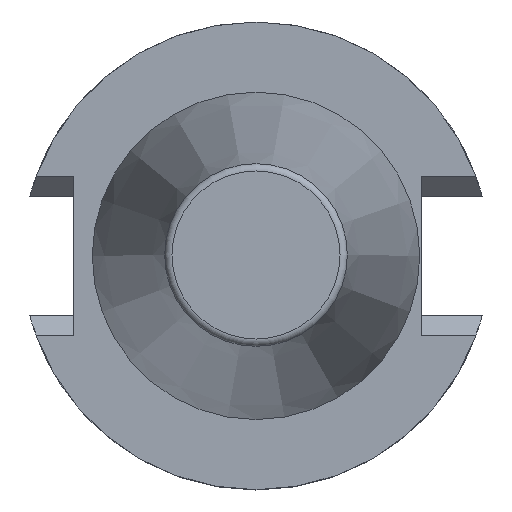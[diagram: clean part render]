
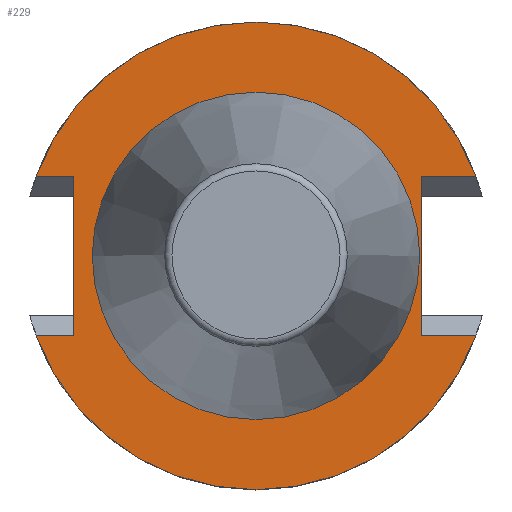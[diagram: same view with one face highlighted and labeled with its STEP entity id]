
A CAD part, top view. The second image highlights one B-rep face of the part: STEP entity #229.
In plain terms, the highlighted planar face has unit normal (0, 0, 1).
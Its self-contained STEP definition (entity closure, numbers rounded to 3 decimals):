
#50=PLANE('',#856);
#117=LINE('',#1298,#162);
#120=LINE('',#1303,#165);
#122=LINE('',#1307,#167);
#123=LINE('',#1309,#168);
#134=LINE('',#1330,#179);
#135=LINE('',#1332,#180);
#162=VECTOR('',#1014,1.);
#165=VECTOR('',#1019,1.);
#167=VECTOR('',#1023,1.);
#168=VECTOR('',#1026,1.);
#179=VECTOR('',#1045,1.);
#180=VECTOR('',#1048,1.);
#229=ADVANCED_FACE('CU_FL_SU_5',(#267,#268),#50,.F.);
#267=FACE_BOUND('',#334,.T.);
#268=FACE_BOUND('',#335,.T.);
#334=EDGE_LOOP('',(#519));
#335=EDGE_LOOP('',(#520,#521,#522,#523,#524,#525,#526,#527));
#519=ORIENTED_EDGE('',*,*,#714,.F.);
#520=ORIENTED_EDGE('',*,*,#712,.T.);
#521=ORIENTED_EDGE('',*,*,#713,.T.);
#522=ORIENTED_EDGE('',*,*,#701,.T.);
#523=ORIENTED_EDGE('',*,*,#642,.F.);
#524=ORIENTED_EDGE('',*,*,#700,.F.);
#525=ORIENTED_EDGE('',*,*,#698,.F.);
#526=ORIENTED_EDGE('',*,*,#695,.F.);
#527=ORIENTED_EDGE('',*,*,#692,.F.);
#570=VERTEX_POINT('',#1153);
#572=VERTEX_POINT('',#1156);
#608=VERTEX_POINT('',#1292);
#609=VERTEX_POINT('',#1294);
#610=VERTEX_POINT('',#1299);
#611=VERTEX_POINT('',#1304);
#612=VERTEX_POINT('',#1310);
#617=VERTEX_POINT('',#1329);
#618=VERTEX_POINT('',#1335);
#642=EDGE_CURVE('',#570,#572,#736,.T.);
#692=EDGE_CURVE('',#608,#609,#751,.T.);
#695=EDGE_CURVE('',#609,#610,#117,.T.);
#698=EDGE_CURVE('',#610,#611,#120,.T.);
#700=EDGE_CURVE('',#611,#570,#122,.T.);
#701=EDGE_CURVE('',#612,#572,#123,.T.);
#712=EDGE_CURVE('',#608,#617,#134,.T.);
#713=EDGE_CURVE('',#617,#612,#135,.T.);
#714=EDGE_CURVE('',#618,#618,#752,.T.);
#736=CIRCLE('',#811,31.75);
#751=CIRCLE('',#843,31.75);
#752=CIRCLE('',#855,21.925);
#811=AXIS2_PLACEMENT_3D('',#1155,#918,#919);
#843=AXIS2_PLACEMENT_3D('',#1293,#1007,#1008);
#855=AXIS2_PLACEMENT_3D('',#1334,#1051,#1052);
#856=AXIS2_PLACEMENT_3D('',#1336,#1053,#1054);
#918=DIRECTION('',(0.,0.,-1.));
#919=DIRECTION('',(-1.,0.,0.));
#1007=DIRECTION('',(0.,0.,-1.));
#1008=DIRECTION('',(-1.,0.,0.));
#1014=DIRECTION('',(1.,0.,0.));
#1019=DIRECTION('',(0.,1.,0.));
#1023=DIRECTION('',(-1.,0.,0.));
#1026=DIRECTION('',(1.,0.,0.));
#1045=DIRECTION('',(-1.,0.,0.));
#1048=DIRECTION('',(0.,1.,0.));
#1051=DIRECTION('',(0.,0.,1.));
#1052=DIRECTION('',(-1.,0.,0.));
#1053=DIRECTION('',(0.,0.,-1.));
#1054=DIRECTION('',(-1.,0.,0.));
#1153=CARTESIAN_POINT('',(-29.859,10.795,-1.));
#1155=CARTESIAN_POINT('',(0.,0.,-1.));
#1156=CARTESIAN_POINT('',(29.859,10.795,-1.));
#1292=CARTESIAN_POINT('',(29.859,-10.795,-1.));
#1293=CARTESIAN_POINT('',(0.,0.,-1.));
#1294=CARTESIAN_POINT('',(-29.859,-10.795,-1.));
#1298=CARTESIAN_POINT('',(0.,-10.795,-1.));
#1299=CARTESIAN_POINT('',(-24.82,-10.795,-1.));
#1303=CARTESIAN_POINT('',(-24.82,21.925,-1.));
#1304=CARTESIAN_POINT('',(-24.82,10.795,-1.));
#1307=CARTESIAN_POINT('',(0.,10.795,-1.));
#1309=CARTESIAN_POINT('',(0.,10.795,-1.));
#1310=CARTESIAN_POINT('',(22.42,10.795,-1.));
#1329=CARTESIAN_POINT('',(22.42,-10.795,-1.));
#1330=CARTESIAN_POINT('',(0.,-10.795,-1.));
#1332=CARTESIAN_POINT('',(22.42,21.925,-1.));
#1334=CARTESIAN_POINT('',(0.,0.,-1.));
#1335=CARTESIAN_POINT('',(-21.925,0.,-1.));
#1336=CARTESIAN_POINT('',(0.,21.925,-1.));
